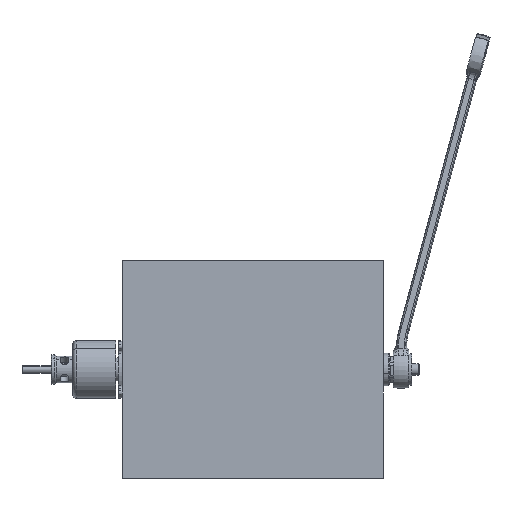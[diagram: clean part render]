
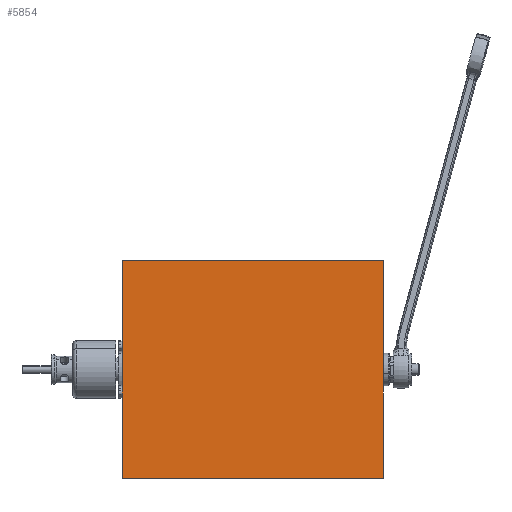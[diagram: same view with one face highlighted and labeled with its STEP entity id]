
A CAD part, left-side view. The second image highlights one B-rep face of the part: STEP entity #5854.
In plain terms, the highlighted face is planar.
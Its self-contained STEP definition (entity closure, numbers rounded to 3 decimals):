
#832 = AXIS2_PLACEMENT_3D ( 'NONE', #6393, #26904, #13293 ) ;
#856 = ORIENTED_EDGE ( 'NONE', *, *, #20528, .F. ) ;
#2073 = LINE ( 'NONE', #26491, #18863 ) ;
#3150 = VECTOR ( 'NONE', #6955, 1000. ) ;
#3551 = VERTEX_POINT ( 'NONE', #17016 ) ;
#4385 = EDGE_LOOP ( 'NONE', ( #26952, #856, #11932, #13580 ) ) ;
#5854 = ADVANCED_FACE ( 'NONE', ( #27062 ), #8713, .F. ) ;
#5957 = DIRECTION ( 'NONE',  ( 1., 0., 0. ) ) ;
#6047 = DIRECTION ( 'NONE',  ( 0., 0., 1. ) ) ;
#6393 = CARTESIAN_POINT ( 'NONE',  ( 0., 0., 0. ) ) ;
#6576 = VERTEX_POINT ( 'NONE', #21291 ) ;
#6955 = DIRECTION ( 'NONE',  ( 0., 0., -1. ) ) ;
#7134 = CARTESIAN_POINT ( 'NONE',  ( -180., 0., 150. ) ) ;
#8713 = PLANE ( 'NONE',  #832 ) ;
#10575 = VECTOR ( 'NONE', #12799, 1000. ) ;
#11576 = EDGE_CURVE ( 'NONE', #19125, #14012, #2073, .T. ) ;
#11932 = ORIENTED_EDGE ( 'NONE', *, *, #28634, .F. ) ;
#12799 = DIRECTION ( 'NONE',  ( -1., 0., 0. ) ) ;
#13293 = DIRECTION ( 'NONE',  ( 0., 0., 1. ) ) ;
#13580 = ORIENTED_EDGE ( 'NONE', *, *, #25666, .F. ) ;
#14012 = VERTEX_POINT ( 'NONE', #7134 ) ;
#17016 = CARTESIAN_POINT ( 'NONE',  ( 180., 0., 150. ) ) ;
#18863 = VECTOR ( 'NONE', #6047, 1000. ) ;
#19125 = VERTEX_POINT ( 'NONE', #22030 ) ;
#19630 = CARTESIAN_POINT ( 'NONE',  ( -180., 0., 150. ) ) ;
#20528 = EDGE_CURVE ( 'NONE', #6576, #19125, #29419, .T. ) ;
#20602 = CARTESIAN_POINT ( 'NONE',  ( 180., 0., -150. ) ) ;
#20659 = LINE ( 'NONE', #20602, #3150 ) ;
#21291 = CARTESIAN_POINT ( 'NONE',  ( 180., 0., -150. ) ) ;
#21980 = LINE ( 'NONE', #19630, #27315 ) ;
#22030 = CARTESIAN_POINT ( 'NONE',  ( -180., 0., -150. ) ) ;
#25666 = EDGE_CURVE ( 'NONE', #14012, #3551, #21980, .T. ) ;
#26491 = CARTESIAN_POINT ( 'NONE',  ( -180., 0., -150. ) ) ;
#26904 = DIRECTION ( 'NONE',  ( 0., 1., 0. ) ) ;
#26952 = ORIENTED_EDGE ( 'NONE', *, *, #11576, .F. ) ;
#27062 = FACE_OUTER_BOUND ( 'NONE', #4385, .T. ) ;
#27315 = VECTOR ( 'NONE', #5957, 1000. ) ;
#28634 = EDGE_CURVE ( 'NONE', #3551, #6576, #20659, .T. ) ;
#28700 = CARTESIAN_POINT ( 'NONE',  ( -180., 0., -150. ) ) ;
#29419 = LINE ( 'NONE', #28700, #10575 ) ;
